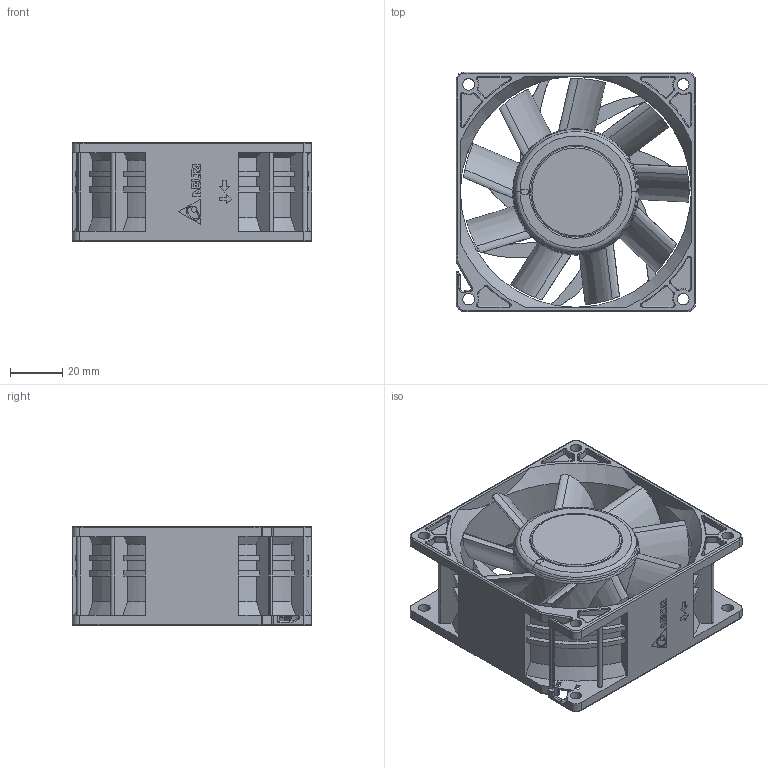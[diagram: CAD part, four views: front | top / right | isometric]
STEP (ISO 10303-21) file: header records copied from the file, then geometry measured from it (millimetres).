
FILE_DESCRIPTION((''),'2;1');
FILE_NAME('PFB9238_FLANGE_ASM','2022-01-11T08:36:12',('ALAN.KAO'),(''),'CREO PARAMETRIC BY PTC INC, 2018400','CREO PARAMETRIC BY PTC INC, 2018400','');
FILE_SCHEMA(('CONFIG_CONTROL_DESIGN'));
Length unit declared in the file: millimetre
Products named in the file (3): PFB9238FRAME_FLANGE; PFB9238IMP_X00; PFB9238_FLANGE_ASM
Assembly tree (2 placements, depth 2):
  PFB9238_FLANGE_ASM
    PFB9238FRAME_FLANGE
    PFB9238IMP_X00
Bounding box: 92.1 x 92.1 x 38 mm (x, y, z)
Volume: 120849.7 mm3; surface area: 60814 mm2
Topology: 2 solids, 2 shells, 1213 faces, 3367 edges, 2199 vertices
Faces by surface type: plane 452, cylinder 363, extrusion 152, torus 145, bspline 52, cone 41, sphere 8
Entity records: 46920 total; most frequent: CARTESIAN_POINT 16041, ORIENTED_EDGE 6718, DIRECTION 6080, EDGE_CURVE 3359, VERTEX_POINT 2199, AXIS2_PLACEMENT_3D 2159, VECTOR 1762, LINE 1610
